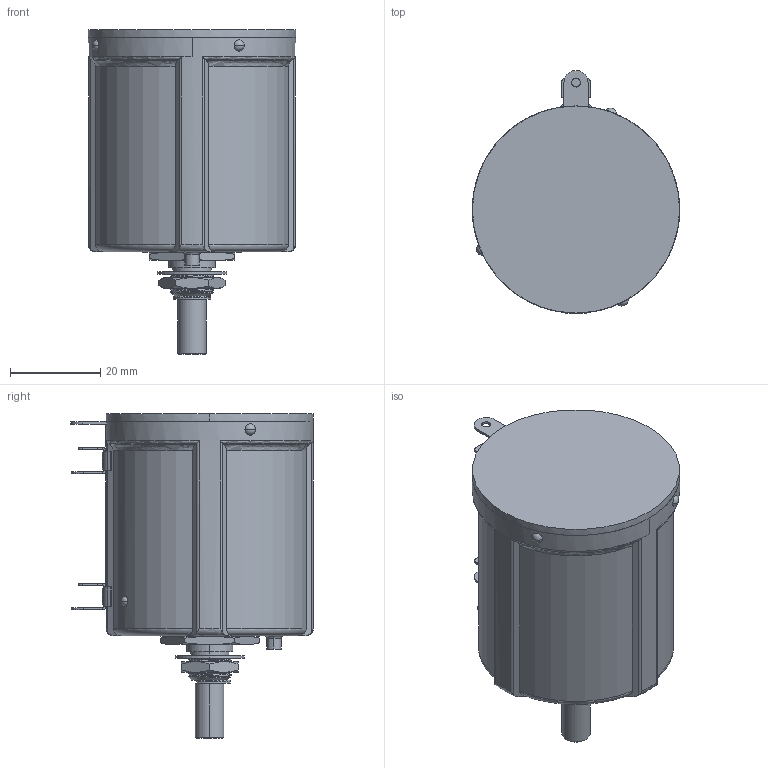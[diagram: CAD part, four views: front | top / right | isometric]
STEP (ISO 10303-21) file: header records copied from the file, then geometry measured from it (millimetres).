
FILE_DESCRIPTION((''),'2;1');
FILE_NAME('1-21_SW0002','2012-12-11T',('BMozley'),(''),'PRO/ENGINEER BY PARAMETRIC TECHNOLOGY CORPORATION, 2012230','PRO/ENGINEER BY PARAMETRIC TECHNOLOGY CORPORATION, 2012230','');
FILE_SCHEMA(('CONFIG_CONTROL_DESIGN'));
Length unit declared in the file: inch
Products named in the file (1): 1-21_SW0002
Bounding box: 46.01 x 53.87 x 72.01 mm (x, y, z)
Volume: 77440.7 mm3; surface area: 12678.9 mm2
Topology: 2 solids, 3 shells, 517 faces, 1308 edges, 818 vertices
Faces by surface type: cylinder 205, plane 185, bspline 54, cone 38, torus 27, sphere 8
Entity records: 22229 total; most frequent: CARTESIAN_POINT 10071, ORIENTED_EDGE 2600, DIRECTION 2390, EDGE_CURVE 1300, AXIS2_PLACEMENT_3D 868, VERTEX_POINT 818, VECTOR 654, LINE 654
